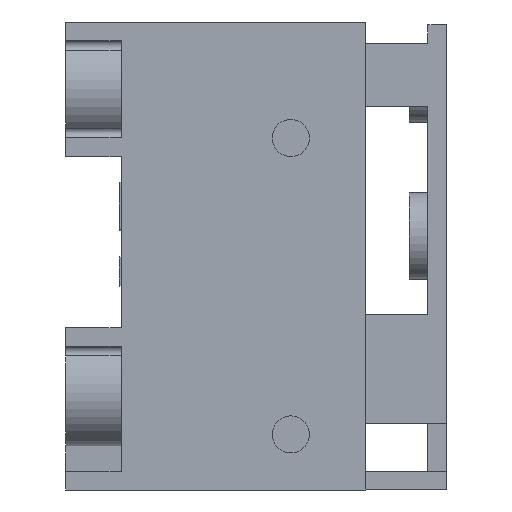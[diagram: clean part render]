
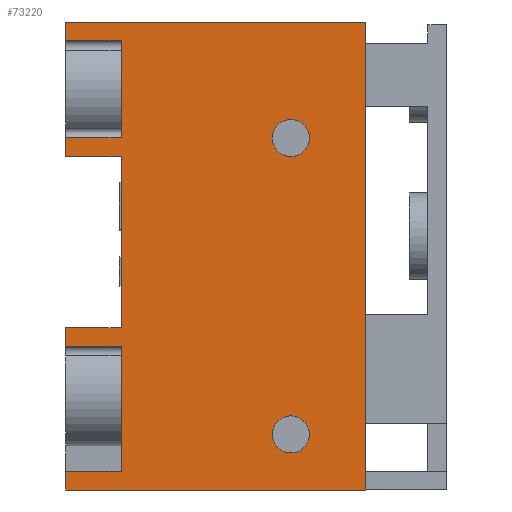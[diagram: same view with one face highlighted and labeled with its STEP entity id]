
A CAD part, left-side view. The second image highlights one B-rep face of the part: STEP entity #73220.
In plain terms, the highlighted face is planar.
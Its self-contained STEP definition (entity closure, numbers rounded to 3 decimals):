
#31720=CARTESIAN_POINT('',(23.449,13.2,
-98.22));
#31730=VERTEX_POINT('',#31720);
#31760=CARTESIAN_POINT('',(23.449,0.,-98.22));
#31770=DIRECTION('',(0.,1.,0.));
#31780=VECTOR('',#31770,1.);
#31790=LINE('',#31760,#31780);
#31800=CARTESIAN_POINT('',(23.449,3.96,
-98.22));
#31810=VERTEX_POINT('',#31800);
#31820=EDGE_CURVE('',#31810,#31730,#31790,.T.);
#40150=CARTESIAN_POINT('',(14.289,-2.8,
-98.22));
#40160=VERTEX_POINT('',#40150);
#40320=CARTESIAN_POINT('',(14.289,-0.8,
-98.22));
#40330=VERTEX_POINT('',#40320);
#40360=CARTESIAN_POINT('',(14.289,-1.8,
-98.22));
#40370=DIRECTION('',(0.,0.,1.));
#40380=DIRECTION('',(0.,-1.,0.));
#40390=AXIS2_PLACEMENT_3D('',#40360,#40370,#40380);
#40400=CIRCLE('',#40390,1.);
#40410=EDGE_CURVE('',#40330,#40160,#40400,.T.);
#41500=CARTESIAN_POINT('',(26.449,19.46,
-98.22));
#41510=VERTEX_POINT('',#41500);
#41540=CARTESIAN_POINT('',(0.,19.46,-98.22));
#41550=DIRECTION('',(1.,0.,0.));
#41560=VECTOR('',#41550,1.);
#41570=LINE('',#41540,#41560);
#41580=CARTESIAN_POINT('',(23.449,19.46,
-98.22));
#41590=VERTEX_POINT('',#41580);
#41600=EDGE_CURVE('',#41590,#41510,#41570,.T.);
#44440=CARTESIAN_POINT('',(26.449,-4.8,
-98.22));
#44450=VERTEX_POINT('',#44440);
#44480=CARTESIAN_POINT('',(0.,-4.8,-98.22));
#44490=DIRECTION('',(1.,0.,0.));
#44500=VECTOR('',#44490,1.);
#44510=LINE('',#44480,#44500);
#44520=CARTESIAN_POINT('',(10.249,-4.8,
-98.22));
#44530=VERTEX_POINT('',#44520);
#44540=EDGE_CURVE('',#44530,#44450,#44510,.T.);
#45270=CARTESIAN_POINT('',(26.449,-3.8,
-98.22));
#45280=VERTEX_POINT('',#45270);
#45330=CARTESIAN_POINT('',(26.449,0.,-98.22));
#45340=DIRECTION('',(0.,1.,0.));
#45350=VECTOR('',#45340,1.);
#45360=LINE('',#45330,#45350);
#45370=EDGE_CURVE('',#44450,#45280,#45360,.T.);
#45750=CARTESIAN_POINT('',(26.449,3.96,
-98.22));
#45760=VERTEX_POINT('',#45750);
#45790=CARTESIAN_POINT('',(26.449,0.,-98.22));
#45800=DIRECTION('',(0.,-1.,0.));
#45810=VECTOR('',#45800,1.);
#45820=LINE('',#45790,#45810);
#45830=CARTESIAN_POINT('',(26.449,2.96,
-98.22));
#45840=VERTEX_POINT('',#45830);
#45850=EDGE_CURVE('',#45760,#45840,#45820,.T.);
#46630=CARTESIAN_POINT('',(0.,13.2,-98.22));
#46640=DIRECTION('',(1.,0.,0.));
#46650=VECTOR('',#46640,1.);
#46660=LINE('',#46630,#46650);
#46670=CARTESIAN_POINT('',(26.449,13.2,
-98.22));
#46680=VERTEX_POINT('',#46670);
#46690=EDGE_CURVE('',#31730,#46680,#46660,.T.);
#55480=CARTESIAN_POINT('',(23.449,-3.8,
-98.22));
#55490=VERTEX_POINT('',#55480);
#55520=CARTESIAN_POINT('',(0.,-3.8,-98.22));
#55530=DIRECTION('',(-1.,0.,0.));
#55540=VECTOR('',#55530,1.);
#55550=LINE('',#55520,#55540);
#55560=EDGE_CURVE('',#45280,#55490,#55550,.T.);
#56940=CARTESIAN_POINT('',(23.449,14.2,
-98.22));
#56950=VERTEX_POINT('',#56940);
#57000=CARTESIAN_POINT('',(0.,14.2,-98.22));
#57010=DIRECTION('',(-1.,0.,0.));
#57020=VECTOR('',#57010,1.);
#57030=LINE('',#57000,#57020);
#57040=CARTESIAN_POINT('',(26.449,14.2,
-98.22));
#57050=VERTEX_POINT('',#57040);
#57060=EDGE_CURVE('',#57050,#56950,#57030,.T.);
#57860=CARTESIAN_POINT('',(0.,2.96,-98.22));
#57870=DIRECTION('',(1.,0.,0.));
#57880=VECTOR('',#57870,1.);
#57890=LINE('',#57860,#57880);
#57900=CARTESIAN_POINT('',(23.449,2.96,
-98.22));
#57910=VERTEX_POINT('',#57900);
#57920=EDGE_CURVE('',#57910,#45840,#57890,.T.);
#59830=CARTESIAN_POINT('',(26.449,20.46,
-98.22));
#59840=VERTEX_POINT('',#59830);
#59870=CARTESIAN_POINT('',(26.449,0.,-98.22));
#59880=DIRECTION('',(0.,1.,0.));
#59890=VECTOR('',#59880,1.);
#59900=LINE('',#59870,#59890);
#59910=EDGE_CURVE('',#41510,#59840,#59900,.T.);
#60120=EDGE_CURVE('',#46680,#57050,#59900,.T.);
#61440=CARTESIAN_POINT('',(10.249,20.46,
-98.22));
#61450=VERTEX_POINT('',#61440);
#61480=CARTESIAN_POINT('',(0.,20.46,-98.22));
#61490=DIRECTION('',(-1.,0.,0.));
#61500=VECTOR('',#61490,1.);
#61510=LINE('',#61480,#61500);
#61520=EDGE_CURVE('',#59840,#61450,#61510,.T.);
#63350=CARTESIAN_POINT('',(23.449,0.,-98.22));
#63360=DIRECTION('',(0.,-1.,0.));
#63370=VECTOR('',#63360,1.);
#63380=LINE('',#63350,#63370);
#63390=EDGE_CURVE('',#57910,#55490,#63380,.T.);
#63830=CARTESIAN_POINT('',(0.,3.96,-98.22));
#63840=DIRECTION('',(-1.,0.,0.));
#63850=VECTOR('',#63840,1.);
#63860=LINE('',#63830,#63850);
#63870=EDGE_CURVE('',#45760,#31810,#63860,.T.);
#66510=CARTESIAN_POINT('',(23.449,0.,-98.22));
#66520=DIRECTION('',(0.,1.,0.));
#66530=VECTOR('',#66520,1.);
#66540=LINE('',#66510,#66530);
#66550=EDGE_CURVE('',#56950,#41590,#66540,.T.);
#70390=CARTESIAN_POINT('',(14.289,13.2,
-98.22));
#70400=VERTEX_POINT('',#70390);
#70560=CARTESIAN_POINT('',(14.289,15.2,
-98.22));
#70570=VERTEX_POINT('',#70560);
#70600=CARTESIAN_POINT('',(14.289,14.2,
-98.22));
#70610=DIRECTION('',(0.,0.,1.));
#70620=DIRECTION('',(0.,-1.,0.));
#70630=AXIS2_PLACEMENT_3D('',#70600,#70610,#70620);
#70640=CIRCLE('',#70630,1.);
#70650=EDGE_CURVE('',#70570,#70400,#70640,.T.);
#72840=CARTESIAN_POINT('',(26.389,1.46,
-98.22));
#72850=DIRECTION('',(-0.,-0.,-1.));
#72860=DIRECTION('',(0.,-1.,0.));
#72870=AXIS2_PLACEMENT_3D('',#72840,#72850,#72860);
#72880=PLANE('',#72870);
#72890=EDGE_CURVE('',#40160,#40330,#40400,.T.);
#72900=ORIENTED_EDGE('',*,*,#72890,.T.);
#72910=ORIENTED_EDGE('',*,*,#40410,.T.);
#72920=EDGE_LOOP('',(#72910,#72900));
#72930=FACE_BOUND('',#72920,.T.);
#72940=EDGE_CURVE('',#70400,#70570,#70640,.T.);
#72950=ORIENTED_EDGE('',*,*,#72940,.T.);
#72960=ORIENTED_EDGE('',*,*,#70650,.T.);
#72970=EDGE_LOOP('',(#72960,#72950));
#72980=FACE_BOUND('',#72970,.T.);
#72990=ORIENTED_EDGE('',*,*,#60120,.F.);
#73000=ORIENTED_EDGE('',*,*,#57060,.F.);
#73010=ORIENTED_EDGE('',*,*,#66550,.F.);
#73020=ORIENTED_EDGE('',*,*,#41600,.F.);
#73030=ORIENTED_EDGE('',*,*,#59910,.F.);
#73040=ORIENTED_EDGE('',*,*,#61520,.F.);
#73050=CARTESIAN_POINT('',(10.249,0.,-98.22));
#73060=DIRECTION('',(0.,1.,0.));
#73070=VECTOR('',#73060,1.);
#73080=LINE('',#73050,#73070);
#73090=EDGE_CURVE('',#44530,#61450,#73080,.T.);
#73100=ORIENTED_EDGE('',*,*,#73090,.T.);
#73110=ORIENTED_EDGE('',*,*,#44540,.F.);
#73120=ORIENTED_EDGE('',*,*,#45370,.F.);
#73130=ORIENTED_EDGE('',*,*,#55560,.F.);
#73140=ORIENTED_EDGE('',*,*,#63390,.T.);
#73150=ORIENTED_EDGE('',*,*,#57920,.F.);
#73160=ORIENTED_EDGE('',*,*,#45850,.T.);
#73170=ORIENTED_EDGE('',*,*,#63870,.F.);
#73180=ORIENTED_EDGE('',*,*,#31820,.F.);
#73190=ORIENTED_EDGE('',*,*,#46690,.F.);
#73200=EDGE_LOOP('',(#73190,#73180,#73170,#73160,#73150,#73140,#73130,
#73120,#73110,#73100,#73040,#73030,#73020,#73010,#73000,#72990));
#73210=FACE_OUTER_BOUND('',#73200,.T.);
#73220=ADVANCED_FACE('',(#72930,#72980,#73210),#72880,.T.);
